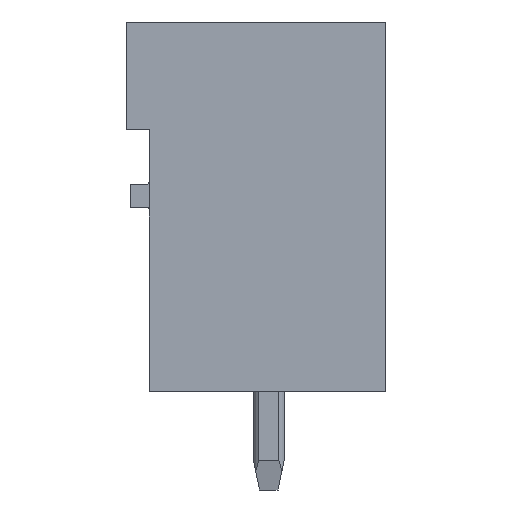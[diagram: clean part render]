
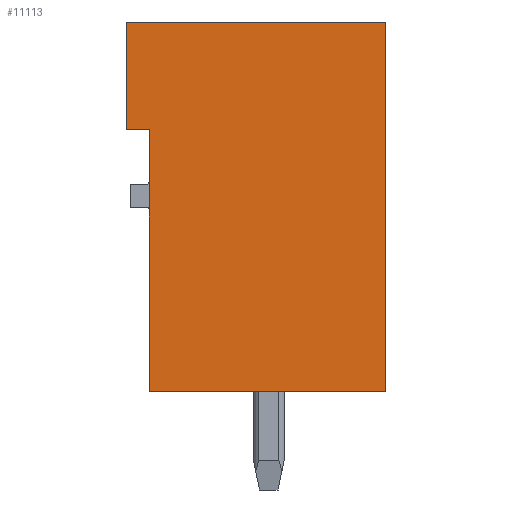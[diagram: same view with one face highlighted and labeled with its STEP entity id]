
A CAD part, left-side view. The second image highlights one B-rep face of the part: STEP entity #11113.
In plain terms, the highlighted planar face has unit normal (-1, 0, 0).
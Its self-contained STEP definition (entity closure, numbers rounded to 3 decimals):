
#11103=AXIS2_PLACEMENT_3D('Plane Axis2P3D',#11100,#11101,#11102) ;
#49=CARTESIAN_POINT('Vertex',(0.,0.,15.2)) ;
#52=CARTESIAN_POINT('Line Origine',(0.,0.,9.2)) ;
#56=CARTESIAN_POINT('Vertex',(0.,0.,3.2)) ;
#151=CARTESIAN_POINT('Vertex',(0.,8.43,15.2)) ;
#154=CARTESIAN_POINT('Line Origine',(0.,4.215,15.2)) ;
#1923=CARTESIAN_POINT('Vertex',(0.,8.43,11.7)) ;
#1926=CARTESIAN_POINT('Line Origine',(0.,8.43,13.45)) ;
#2618=CARTESIAN_POINT('Vertex',(0.,7.68,3.2)) ;
#2621=CARTESIAN_POINT('Line Origine',(0.,7.68,7.45)) ;
#2625=CARTESIAN_POINT('Vertex',(0.,7.68,11.7)) ;
#3046=CARTESIAN_POINT('Line Origine',(0.,3.84,3.2)) ;
#11048=CARTESIAN_POINT('Line Origine',(0.,8.055,11.7)) ;
#11100=CARTESIAN_POINT('Axis2P3D Location',(0.,0.,0.)) ;
#53=DIRECTION('Vector Direction',(0.,0.,-1.)) ;
#155=DIRECTION('Vector Direction',(0.,-1.,0.)) ;
#1927=DIRECTION('Vector Direction',(0.,0.,-1.)) ;
#2622=DIRECTION('Vector Direction',(0.,0.,-1.)) ;
#3047=DIRECTION('Vector Direction',(0.,1.,0.)) ;
#11049=DIRECTION('Vector Direction',(0.,-1.,0.)) ;
#11101=DIRECTION('Axis2P3D Direction',(-1.,0.,0.)) ;
#11102=DIRECTION('Axis2P3D XDirection',(0.,0.,1.)) ;
#54=VECTOR('Line Direction',#53,1.) ;
#156=VECTOR('Line Direction',#155,1.) ;
#1928=VECTOR('Line Direction',#1927,1.) ;
#2623=VECTOR('Line Direction',#2622,1.) ;
#3048=VECTOR('Line Direction',#3047,1.) ;
#11050=VECTOR('Line Direction',#11049,1.) ;
#11106=ORIENTED_EDGE('',*,*,#158,.T.) ;
#11107=ORIENTED_EDGE('',*,*,#1930,.T.) ;
#11108=ORIENTED_EDGE('',*,*,#11052,.T.) ;
#11109=ORIENTED_EDGE('',*,*,#2627,.T.) ;
#11110=ORIENTED_EDGE('',*,*,#3050,.T.) ;
#11111=ORIENTED_EDGE('',*,*,#58,.T.) ;
#11113=ADVANCED_FACE('HOUSING',(#11112),#11104,.T.) ;
#58=EDGE_CURVE('',#57,#50,#55,.F.) ;
#158=EDGE_CURVE('',#50,#152,#157,.F.) ;
#1930=EDGE_CURVE('',#152,#1924,#1929,.T.) ;
#2627=EDGE_CURVE('',#2626,#2619,#2624,.T.) ;
#3050=EDGE_CURVE('',#2619,#57,#3049,.F.) ;
#11052=EDGE_CURVE('',#1924,#2626,#11051,.T.) ;
#11105=EDGE_LOOP('',(#11106,#11107,#11108,#11109,#11110,#11111)) ;
#11112=FACE_OUTER_BOUND('',#11105,.T.) ;
#55=LINE('Line',#52,#54) ;
#157=LINE('Line',#154,#156) ;
#1929=LINE('Line',#1926,#1928) ;
#2624=LINE('Line',#2621,#2623) ;
#3049=LINE('Line',#3046,#3048) ;
#11051=LINE('Line',#11048,#11050) ;
#11104=PLANE('',#11103) ;
#50=VERTEX_POINT('',#49) ;
#57=VERTEX_POINT('',#56) ;
#152=VERTEX_POINT('',#151) ;
#1924=VERTEX_POINT('',#1923) ;
#2619=VERTEX_POINT('',#2618) ;
#2626=VERTEX_POINT('',#2625) ;
